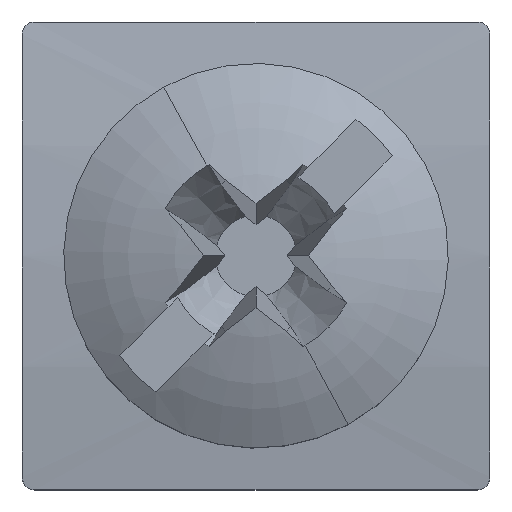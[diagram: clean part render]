
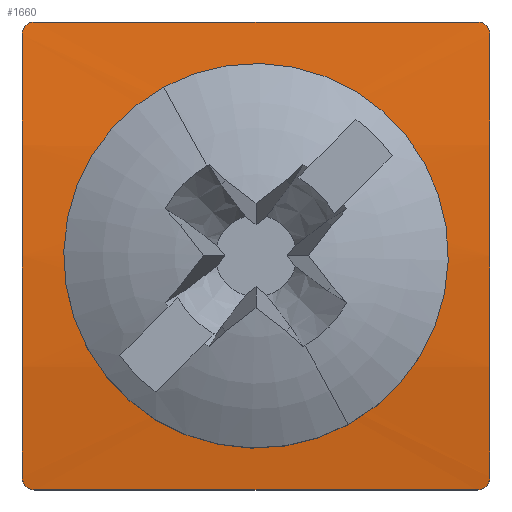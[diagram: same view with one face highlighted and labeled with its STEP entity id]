
A CAD part, top view. The second image highlights one B-rep face of the part: STEP entity #1660.
In plain terms, the highlighted cylindrical face has radius 23.382 mm (diameter 46.765 mm), a partial arc.
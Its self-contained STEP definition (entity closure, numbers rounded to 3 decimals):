
#1456=AXIS2_PLACEMENT_3D('Circle Axis2P3D',#1454,#1455,$) ;
#1610=AXIS2_PLACEMENT_3D('Circle Axis2P3D',#1608,#1609,$) ;
#1637=AXIS2_PLACEMENT_3D('Cylinder Axis2P3D',#1634,#1635,#1636) ;
#1312=CARTESIAN_POINT('Vertex',(2.07,2.787,5.484)) ;
#1318=CARTESIAN_POINT('Control Point',(2.07,2.787,5.484)) ;
#1319=CARTESIAN_POINT('Control Point',(2.291,2.383,5.469)) ;
#1320=CARTESIAN_POINT('Control Point',(2.641,2.049,5.448)) ;
#1321=CARTESIAN_POINT('Control Point',(3.091,1.842,5.43)) ;
#1322=CARTESIAN_POINT('Control Point',(3.814,1.769,5.425)) ;
#1323=CARTESIAN_POINT('Control Point',(4.468,2.021,5.443)) ;
#1324=CARTESIAN_POINT('Control Point',(4.67,2.14,5.452)) ;
#1325=CARTESIAN_POINT('Control Point',(5.193,2.573,5.479)) ;
#1326=CARTESIAN_POINT('Control Point',(5.482,3.211,5.502)) ;
#1327=CARTESIAN_POINT('Control Point',(5.533,3.678,5.507)) ;
#1328=CARTESIAN_POINT('Control Point',(5.44,4.128,5.498)) ;
#1329=CARTESIAN_POINT('Control Point',(5.23,4.513,5.484)) ;
#1330=CARTESIAN_POINT('Vertex',(5.23,4.513,5.484)) ;
#1362=CARTESIAN_POINT('Control Point',(2.07,2.787,5.484)) ;
#1363=CARTESIAN_POINT('Control Point',(1.85,3.191,5.499)) ;
#1364=CARTESIAN_POINT('Control Point',(1.758,3.666,5.508)) ;
#1365=CARTESIAN_POINT('Control Point',(1.827,4.157,5.501)) ;
#1366=CARTESIAN_POINT('Control Point',(2.156,4.804,5.475)) ;
#1367=CARTESIAN_POINT('Control Point',(2.721,5.218,5.448)) ;
#1368=CARTESIAN_POINT('Control Point',(2.93,5.324,5.44)) ;
#1369=CARTESIAN_POINT('Control Point',(3.577,5.531,5.425)) ;
#1370=CARTESIAN_POINT('Control Point',(4.271,5.428,5.432)) ;
#1371=CARTESIAN_POINT('Control Point',(4.691,5.219,5.45)) ;
#1372=CARTESIAN_POINT('Control Point',(5.019,4.898,5.47)) ;
#1373=CARTESIAN_POINT('Control Point',(5.23,4.513,5.484)) ;
#1402=CARTESIAN_POINT('Control Point',(0.2,7.3,5.213)) ;
#1403=CARTESIAN_POINT('Control Point',(0.121,7.3,5.213)) ;
#1404=CARTESIAN_POINT('Control Point',(0.041,7.257,5.22)) ;
#1405=CARTESIAN_POINT('Control Point',(0.,7.178,5.232)) ;
#1406=CARTESIAN_POINT('Control Point',(0.,7.1,5.244)) ;
#1407=CARTESIAN_POINT('Vertex',(0.,7.1,5.244)) ;
#1409=CARTESIAN_POINT('Vertex',(0.2,7.3,5.213)) ;
#1449=CARTESIAN_POINT('Vertex',(0.,0.2,5.244)) ;
#1454=CARTESIAN_POINT('Axis2P3D Location',(0.,3.65,-17.882)) ;
#1489=CARTESIAN_POINT('Vertex',(0.2,0.,5.213)) ;
#1493=CARTESIAN_POINT('Control Point',(0.2,0.,5.213)) ;
#1494=CARTESIAN_POINT('Control Point',(0.121,0.,5.213)) ;
#1495=CARTESIAN_POINT('Control Point',(0.041,0.043,5.22)) ;
#1496=CARTESIAN_POINT('Control Point',(0.,0.122,5.232)) ;
#1497=CARTESIAN_POINT('Control Point',(0.,0.2,5.244)) ;
#1511=CARTESIAN_POINT('Line Origine',(3.65,0.,5.213)) ;
#1515=CARTESIAN_POINT('Vertex',(7.1,0.,5.213)) ;
#1555=CARTESIAN_POINT('Vertex',(7.3,0.2,5.244)) ;
#1559=CARTESIAN_POINT('Control Point',(7.1,0.,5.213)) ;
#1560=CARTESIAN_POINT('Control Point',(7.179,0.,5.213)) ;
#1561=CARTESIAN_POINT('Control Point',(7.259,0.043,5.22)) ;
#1562=CARTESIAN_POINT('Control Point',(7.3,0.122,5.232)) ;
#1563=CARTESIAN_POINT('Control Point',(7.3,0.2,5.244)) ;
#1584=CARTESIAN_POINT('Line Origine',(3.65,7.3,5.213)) ;
#1588=CARTESIAN_POINT('Vertex',(7.1,7.3,5.213)) ;
#1608=CARTESIAN_POINT('Axis2P3D Location',(7.3,3.65,-17.882)) ;
#1612=CARTESIAN_POINT('Vertex',(7.3,7.1,5.244)) ;
#1634=CARTESIAN_POINT('Axis2P3D Location',(3.65,3.65,-17.882)) ;
#1640=CARTESIAN_POINT('Control Point',(7.1,7.3,5.213)) ;
#1641=CARTESIAN_POINT('Control Point',(7.179,7.3,5.213)) ;
#1642=CARTESIAN_POINT('Control Point',(7.259,7.257,5.22)) ;
#1643=CARTESIAN_POINT('Control Point',(7.3,7.178,5.232)) ;
#1644=CARTESIAN_POINT('Control Point',(7.3,7.1,5.244)) ;
#1455=DIRECTION('Axis2P3D Direction',(1.,0.,0.)) ;
#1512=DIRECTION('Vector Direction',(1.,0.,0.)) ;
#1585=DIRECTION('Vector Direction',(1.,0.,0.)) ;
#1609=DIRECTION('Axis2P3D Direction',(1.,0.,0.)) ;
#1635=DIRECTION('Axis2P3D Direction',(1.,0.,0.)) ;
#1636=DIRECTION('Axis2P3D XDirection',(0.,0.156,0.988)) ;
#1513=VECTOR('Line Direction',#1512,1.) ;
#1586=VECTOR('Line Direction',#1585,1.) ;
#1647=ORIENTED_EDGE('',*,*,#1590,.F.) ;
#1648=ORIENTED_EDGE('',*,*,#1411,.F.) ;
#1649=ORIENTED_EDGE('',*,*,#1458,.T.) ;
#1650=ORIENTED_EDGE('',*,*,#1498,.F.) ;
#1651=ORIENTED_EDGE('',*,*,#1517,.T.) ;
#1652=ORIENTED_EDGE('',*,*,#1564,.F.) ;
#1653=ORIENTED_EDGE('',*,*,#1614,.F.) ;
#1654=ORIENTED_EDGE('',*,*,#1645,.F.) ;
#1657=ORIENTED_EDGE('',*,*,#1332,.F.) ;
#1658=ORIENTED_EDGE('',*,*,#1374,.T.) ;
#1659=FACE_BOUND('',#1656,.T.) ;
#1660=ADVANCED_FACE('SKMU_M5_A2_ISO10511_815653.1\\PE_Clamp_Washer_M4_V76.1\\PE_SPANNSCHEIBE_M4',(#1655,#1659),#1638,.T.) ;
#1317=B_SPLINE_CURVE_WITH_KNOTS('',5,(#1318,#1319,#1320,#1321,#1322,#1323,#1324,#1325,#1326,#1327,#1328,#1329),.UNSPECIFIED.,.F.,.U.,(6,3,3,6),(0.,3.258,4.893,8.),.UNSPECIFIED.) ;
#1361=B_SPLINE_CURVE_WITH_KNOTS('',5,(#1362,#1363,#1364,#1365,#1366,#1367,#1368,#1369,#1370,#1371,#1372,#1373),.UNSPECIFIED.,.F.,.U.,(6,3,3,6),(0.,3.258,4.893,8.),.UNSPECIFIED.) ;
#1401=B_SPLINE_CURVE_WITH_KNOTS('',4,(#1402,#1403,#1404,#1405,#1406),.UNSPECIFIED.,.F.,.U.,(5,5),(0.,0.446),.UNSPECIFIED.) ;
#1492=B_SPLINE_CURVE_WITH_KNOTS('',4,(#1493,#1494,#1495,#1496,#1497),.UNSPECIFIED.,.F.,.U.,(5,5),(0.,0.446),.UNSPECIFIED.) ;
#1558=B_SPLINE_CURVE_WITH_KNOTS('',4,(#1559,#1560,#1561,#1562,#1563),.UNSPECIFIED.,.F.,.U.,(5,5),(0.,0.446),.UNSPECIFIED.) ;
#1639=B_SPLINE_CURVE_WITH_KNOTS('',4,(#1640,#1641,#1642,#1643,#1644),.UNSPECIFIED.,.F.,.U.,(5,5),(0.,0.446),.UNSPECIFIED.) ;
#1457=CIRCLE('generated circle',#1456,23.382) ;
#1611=CIRCLE('generated circle',#1610,23.382) ;
#1638=CYLINDRICAL_SURFACE('generated cylinder',#1637,23.382) ;
#1332=EDGE_CURVE('',#1313,#1331,#1317,.T.) ;
#1374=EDGE_CURVE('',#1313,#1331,#1361,.T.) ;
#1411=EDGE_CURVE('',#1408,#1410,#1401,.F.) ;
#1458=EDGE_CURVE('',#1408,#1450,#1457,.T.) ;
#1498=EDGE_CURVE('',#1490,#1450,#1492,.T.) ;
#1517=EDGE_CURVE('',#1490,#1516,#1514,.T.) ;
#1564=EDGE_CURVE('',#1556,#1516,#1558,.F.) ;
#1590=EDGE_CURVE('',#1410,#1589,#1587,.T.) ;
#1614=EDGE_CURVE('',#1613,#1556,#1611,.T.) ;
#1645=EDGE_CURVE('',#1589,#1613,#1639,.T.) ;
#1646=EDGE_LOOP('',(#1647,#1648,#1649,#1650,#1651,#1652,#1653,#1654)) ;
#1656=EDGE_LOOP('',(#1657,#1658)) ;
#1655=FACE_OUTER_BOUND('',#1646,.T.) ;
#1514=LINE('Line',#1511,#1513) ;
#1587=LINE('Line',#1584,#1586) ;
#1313=VERTEX_POINT('',#1312) ;
#1331=VERTEX_POINT('',#1330) ;
#1408=VERTEX_POINT('',#1407) ;
#1410=VERTEX_POINT('',#1409) ;
#1450=VERTEX_POINT('',#1449) ;
#1490=VERTEX_POINT('',#1489) ;
#1516=VERTEX_POINT('',#1515) ;
#1556=VERTEX_POINT('',#1555) ;
#1589=VERTEX_POINT('',#1588) ;
#1613=VERTEX_POINT('',#1612) ;
